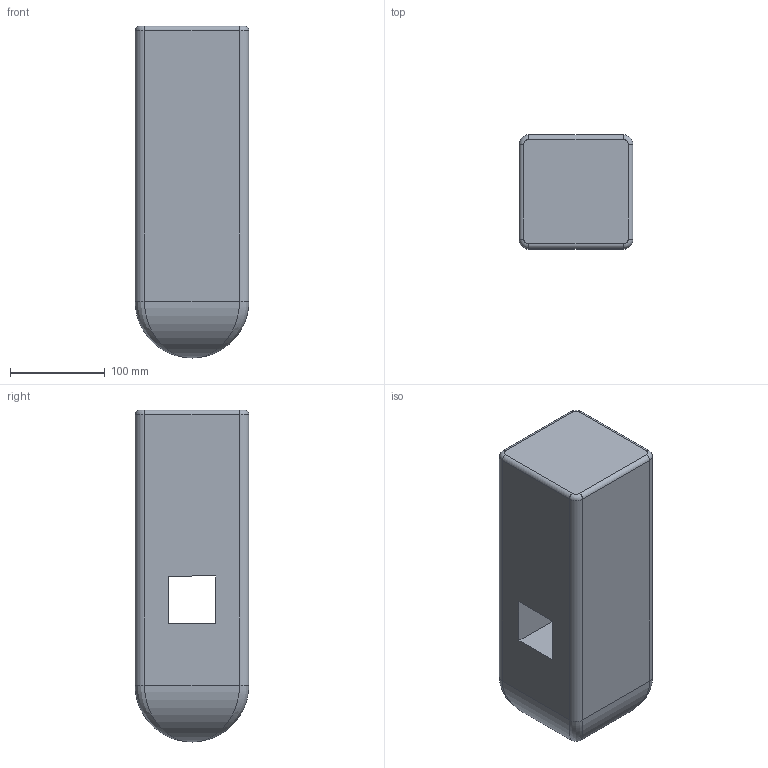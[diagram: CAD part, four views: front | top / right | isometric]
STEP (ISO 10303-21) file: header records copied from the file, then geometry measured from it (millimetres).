
FILE_DESCRIPTION (( 'STEP AP203' ), '1' );
FILE_NAME ('link_1c_base_Default_sldprt.STEP', '2021-08-17T20:43:17', ( '' ), ( '' ), 'SwSTEP 2.0', 'SolidWorks 2021', '' );
FILE_SCHEMA (( 'CONFIG_CONTROL_DESIGN' ));
Length unit declared in the file: centimetre
Products named in the file (1): link_1c_base_Default_sldprt
Bounding box: 120 x 120 x 350 mm (x, y, z)
Volume: 4421384.4 mm3; surface area: 194618.5 mm2
Topology: 1 solids, 1 shells, 29 faces, 64 edges, 33 vertices
Faces by surface type: cylinder 12, plane 9, torus 4, bspline 4
Entity records: 1095 total; most frequent: CARTESIAN_POINT 431, DIRECTION 124, ORIENTED_EDGE 120, EDGE_CURVE 60, AXIS2_PLACEMENT_3D 46, VERTEX_POINT 33, LINE 32, VECTOR 32
